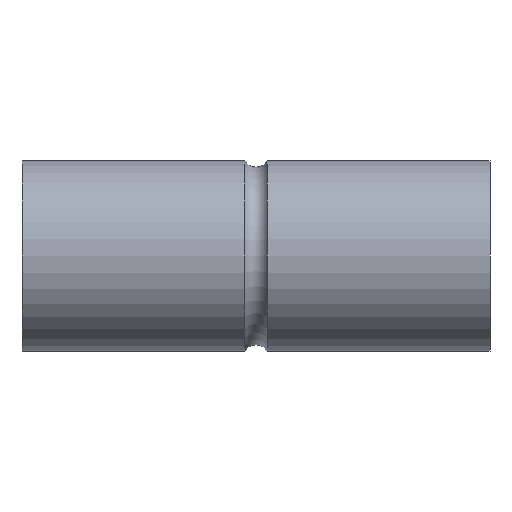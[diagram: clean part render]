
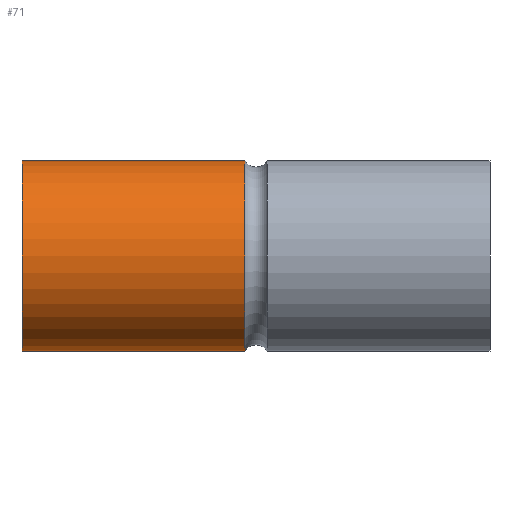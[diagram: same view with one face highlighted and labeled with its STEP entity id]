
A CAD part, front view. The second image highlights one B-rep face of the part: STEP entity #71.
In plain terms, the highlighted cylindrical face has radius 11.2 mm (diameter 22.4 mm), a full revolution.
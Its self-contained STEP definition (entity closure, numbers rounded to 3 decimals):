
#5 = DIRECTION ( 'NONE',  ( 0., 0., 1. ) ) ;
#6 = FACE_OUTER_BOUND ( 'NONE', #63, .T. ) ;
#7 = CIRCLE ( 'NONE', #132, 11.2 ) ;
#24 = DIRECTION ( 'NONE',  ( 0., 0., 1. ) ) ;
#35 = CIRCLE ( 'NONE', #214, 11.2 ) ;
#60 = CARTESIAN_POINT ( 'NONE',  ( -1.299, 0., 11.2 ) ) ;
#63 = EDGE_LOOP ( 'NONE', ( #201 ) ) ;
#71 = ADVANCED_FACE ( 'NONE', ( #6, #137 ), #74, .T. ) ;
#74 = CYLINDRICAL_SURFACE ( 'NONE', #184, 11.2 ) ;
#92 = CARTESIAN_POINT ( 'NONE',  ( -27.5, 0., 0. ) ) ;
#104 = CARTESIAN_POINT ( 'NONE',  ( -27.5, 0., 0. ) ) ;
#106 = DIRECTION ( 'NONE',  ( -1., 0., 0. ) ) ;
#111 = ORIENTED_EDGE ( 'NONE', *, *, #131, .T. ) ;
#122 = CARTESIAN_POINT ( 'NONE',  ( -27.5, 0., 11.2 ) ) ;
#125 = EDGE_LOOP ( 'NONE', ( #111 ) ) ;
#131 = EDGE_CURVE ( 'NONE', #139, #139, #7, .T. ) ;
#132 = AXIS2_PLACEMENT_3D ( 'NONE', #187, #106, #24 ) ;
#137 = FACE_OUTER_BOUND ( 'NONE', #125, .T. ) ;
#139 = VERTEX_POINT ( 'NONE', #60 ) ;
#152 = EDGE_CURVE ( 'NONE', #193, #193, #35, .T. ) ;
#156 = DIRECTION ( 'NONE',  ( -1., 0., 0. ) ) ;
#174 = DIRECTION ( 'NONE',  ( 0., 0., 1. ) ) ;
#184 = AXIS2_PLACEMENT_3D ( 'NONE', #92, #190, #174 ) ;
#187 = CARTESIAN_POINT ( 'NONE',  ( -1.299, 0., 0. ) ) ;
#190 = DIRECTION ( 'NONE',  ( -1., 0., 0. ) ) ;
#193 = VERTEX_POINT ( 'NONE', #122 ) ;
#201 = ORIENTED_EDGE ( 'NONE', *, *, #152, .F. ) ;
#214 = AXIS2_PLACEMENT_3D ( 'NONE', #104, #156, #5 ) ;
